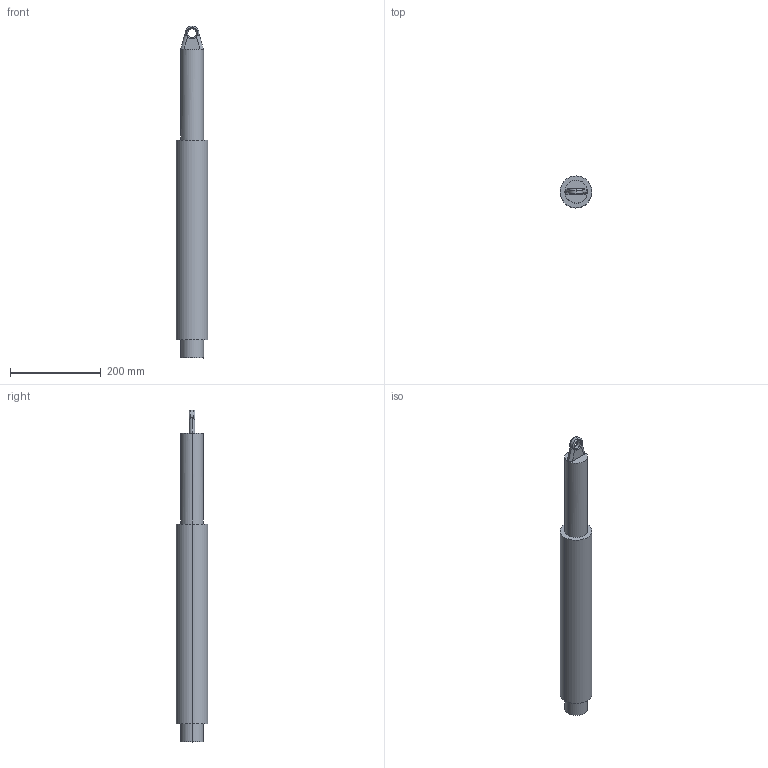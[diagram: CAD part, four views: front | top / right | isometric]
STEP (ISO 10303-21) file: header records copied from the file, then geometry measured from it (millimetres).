
FILE_DESCRIPTION (( 'STEP AP203' ), '1' );
FILE_NAME ('Support ????3.stp.STEP', '2025-09-15T21:12:12', ( '' ), ( '' ), 'SwSTEP 2.0', 'SolidWorks 2023', '' );
FILE_SCHEMA (( 'CONFIG_CONTROL_DESIGN' ));
Length unit declared in the file: centimetre
Products named in the file (1): Support เครน3.stp
Bounding box: 70 x 70 x 731.11 mm (x, y, z)
Volume: 2181193.3 mm3; surface area: 146180.7 mm2
Topology: 1 solids, 1 shells, 33 faces, 89 edges, 58 vertices
Faces by surface type: cylinder 16, plane 9, torus 8
Entity records: 1483 total; most frequent: CARTESIAN_POINT 590, ORIENTED_EDGE 178, DIRECTION 175, EDGE_CURVE 89, AXIS2_PLACEMENT_3D 78, VERTEX_POINT 58, CIRCLE 44, EDGE_LOOP 35
